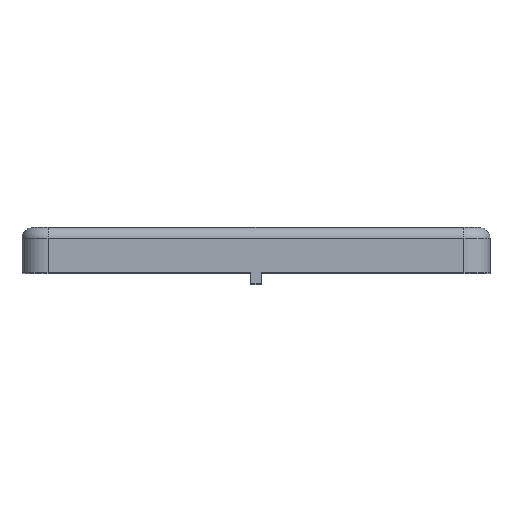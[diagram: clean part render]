
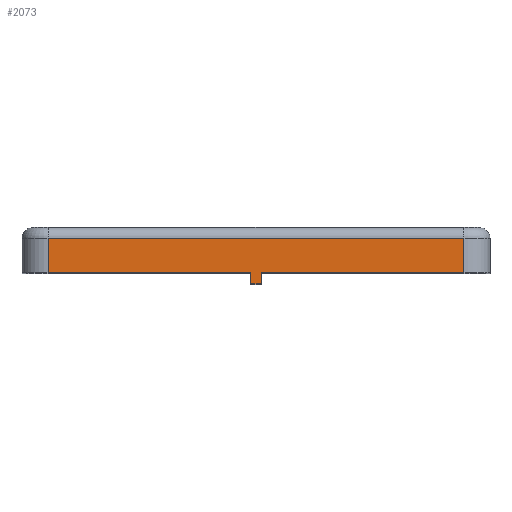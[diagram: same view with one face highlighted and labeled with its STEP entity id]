
A CAD part, top view. The second image highlights one B-rep face of the part: STEP entity #2073.
In plain terms, the highlighted planar face has unit normal (0, 0, 1).
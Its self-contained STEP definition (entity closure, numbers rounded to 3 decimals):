
#8 = CARTESIAN_POINT ( 'NONE',  ( -0.4, -4.1, 18.3 ) ) ;
#77 = VERTEX_POINT ( 'NONE', #2636 ) ;
#170 = DIRECTION ( 'NONE',  ( -1., 0., 0. ) ) ;
#180 = VERTEX_POINT ( 'NONE', #2591 ) ;
#193 = LINE ( 'NONE', #1480, #3520 ) ;
#267 = VECTOR ( 'NONE', #340, 1000. ) ;
#322 = LINE ( 'NONE', #3603, #1418 ) ;
#323 = DIRECTION ( 'NONE',  ( 0., 1., 0. ) ) ;
#340 = DIRECTION ( 'NONE',  ( 1., 0., 0. ) ) ;
#352 = CARTESIAN_POINT ( 'NONE',  ( -15.15, 0., 18.3 ) ) ;
#607 = VERTEX_POINT ( 'NONE', #2687 ) ;
#629 = ORIENTED_EDGE ( 'NONE', *, *, #2499, .F. ) ;
#639 = DIRECTION ( 'NONE',  ( 1., 0., 0. ) ) ;
#786 = VERTEX_POINT ( 'NONE', #2003 ) ;
#996 = CARTESIAN_POINT ( 'NONE',  ( 15.15, -3.3, 18.3 ) ) ;
#1051 = AXIS2_PLACEMENT_3D ( 'NONE', #352, #3216, #639 ) ;
#1069 = DIRECTION ( 'NONE',  ( 1., 0., 0. ) ) ;
#1126 = LINE ( 'NONE', #3105, #2820 ) ;
#1175 = EDGE_CURVE ( 'NONE', #1809, #3461, #322, .T. ) ;
#1259 = DIRECTION ( 'NONE',  ( 1., 0., 0. ) ) ;
#1359 = EDGE_CURVE ( 'NONE', #180, #2354, #193, .T. ) ;
#1404 = ORIENTED_EDGE ( 'NONE', *, *, #2145, .T. ) ;
#1418 = VECTOR ( 'NONE', #170, 1000. ) ;
#1446 = LINE ( 'NONE', #8, #1936 ) ;
#1480 = CARTESIAN_POINT ( 'NONE',  ( 15.15, 0., 18.3 ) ) ;
#1544 = CARTESIAN_POINT ( 'NONE',  ( -15.15, 0., 18.3 ) ) ;
#1757 = CARTESIAN_POINT ( 'NONE',  ( -15.15, -3.3, 18.3 ) ) ;
#1809 = VERTEX_POINT ( 'NONE', #1935 ) ;
#1935 = CARTESIAN_POINT ( 'NONE',  ( 0.4, -4.1, 18.3 ) ) ;
#1936 = VECTOR ( 'NONE', #323, 1000. ) ;
#1996 = VECTOR ( 'NONE', #1259, 1000. ) ;
#2003 = CARTESIAN_POINT ( 'NONE',  ( 0.4, -3.3, 18.3 ) ) ;
#2066 = VERTEX_POINT ( 'NONE', #1757 ) ;
#2073 = ADVANCED_FACE ( 'NONE', ( #2758 ), #2091, .T. ) ;
#2090 = ORIENTED_EDGE ( 'NONE', *, *, #1359, .F. ) ;
#2091 = PLANE ( 'NONE',  #1051 ) ;
#2145 = EDGE_CURVE ( 'NONE', #786, #2354, #3516, .T. ) ;
#2162 = DIRECTION ( 'NONE',  ( 0., -1., 0. ) ) ;
#2354 = VERTEX_POINT ( 'NONE', #996 ) ;
#2355 = EDGE_CURVE ( 'NONE', #2066, #77, #3288, .T. ) ;
#2390 = DIRECTION ( 'NONE',  ( 0., -1., 0. ) ) ;
#2499 = EDGE_CURVE ( 'NONE', #607, #180, #2615, .T. ) ;
#2591 = CARTESIAN_POINT ( 'NONE',  ( 15.15, -0.8, 18.3 ) ) ;
#2592 = VECTOR ( 'NONE', #2162, 1000. ) ;
#2602 = CARTESIAN_POINT ( 'NONE',  ( -15.15, -0.8, 18.3 ) ) ;
#2615 = LINE ( 'NONE', #2602, #267 ) ;
#2636 = CARTESIAN_POINT ( 'NONE',  ( -0.4, -3.3, 18.3 ) ) ;
#2655 = ORIENTED_EDGE ( 'NONE', *, *, #3109, .F. ) ;
#2687 = CARTESIAN_POINT ( 'NONE',  ( -15.15, -0.8, 18.3 ) ) ;
#2758 = FACE_OUTER_BOUND ( 'NONE', #3676, .T. ) ;
#2800 = EDGE_CURVE ( 'NONE', #607, #2066, #3122, .T. ) ;
#2820 = VECTOR ( 'NONE', #3684, 1000. ) ;
#2968 = CARTESIAN_POINT ( 'NONE',  ( -15.15, -3.3, 18.3 ) ) ;
#3040 = CARTESIAN_POINT ( 'NONE',  ( -0.4, -4.1, 18.3 ) ) ;
#3105 = CARTESIAN_POINT ( 'NONE',  ( 0.4, -4.1, 18.3 ) ) ;
#3109 = EDGE_CURVE ( 'NONE', #3461, #77, #1446, .T. ) ;
#3122 = LINE ( 'NONE', #1544, #2592 ) ;
#3148 = ORIENTED_EDGE ( 'NONE', *, *, #2355, .T. ) ;
#3197 = VECTOR ( 'NONE', #1069, 1000. ) ;
#3216 = DIRECTION ( 'NONE',  ( 0., 0., 1. ) ) ;
#3236 = ORIENTED_EDGE ( 'NONE', *, *, #3643, .T. ) ;
#3288 = LINE ( 'NONE', #3320, #3197 ) ;
#3320 = CARTESIAN_POINT ( 'NONE',  ( -15.15, -3.3, 18.3 ) ) ;
#3461 = VERTEX_POINT ( 'NONE', #3040 ) ;
#3498 = ORIENTED_EDGE ( 'NONE', *, *, #1175, .F. ) ;
#3516 = LINE ( 'NONE', #2968, #1996 ) ;
#3520 = VECTOR ( 'NONE', #2390, 1000. ) ;
#3603 = CARTESIAN_POINT ( 'NONE',  ( -0.4, -4.1, 18.3 ) ) ;
#3643 = EDGE_CURVE ( 'NONE', #1809, #786, #1126, .T. ) ;
#3656 = ORIENTED_EDGE ( 'NONE', *, *, #2800, .T. ) ;
#3676 = EDGE_LOOP ( 'NONE', ( #3148, #2655, #3498, #3236, #1404, #2090, #629, #3656 ) ) ;
#3684 = DIRECTION ( 'NONE',  ( 0., 1., 0. ) ) ;
